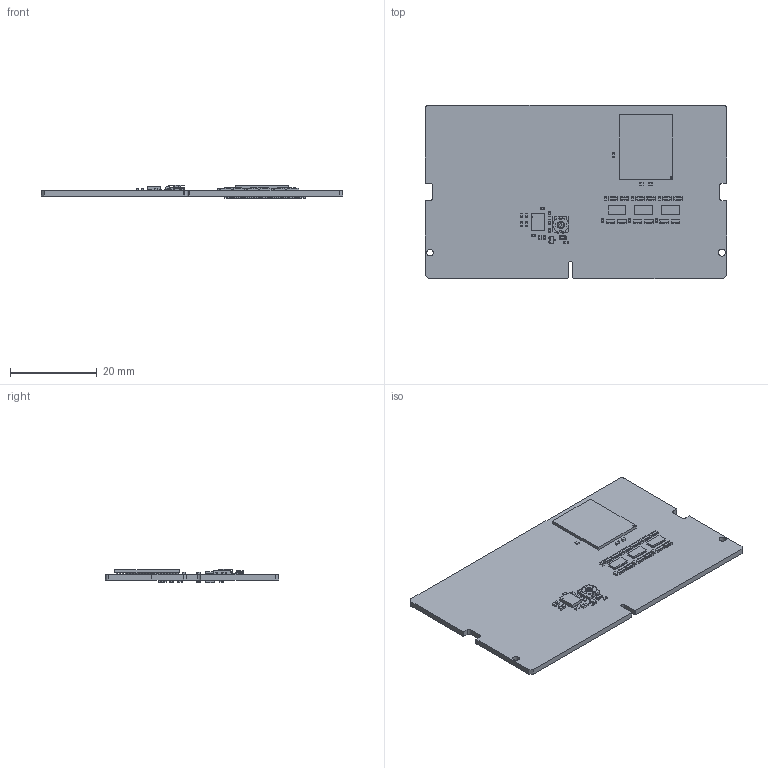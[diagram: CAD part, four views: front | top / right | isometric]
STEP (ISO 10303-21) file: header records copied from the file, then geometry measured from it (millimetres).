
FILE_DESCRIPTION(('KiCad electronic assembly'),'2;1');
FILE_NAME('lpddr5-sodimm.step','2023-12-20T08:39:01',('Pcbnew'),('Kicad' ),'Open CASCADE STEP processor 7.5','KiCad to STEP converter', 'Unknown');
FILE_SCHEMA(('AUTOMOTIVE_DESIGN { 1 0 10303 214 1 1 1 1 }'));
Length unit declared in the file: millimetre
Products named in the file (20): lpddr5-sodimm 1; C_0402_1005Metric; SOLID; R_array_panasonic_exb28; QFN-20-4EP_3x4x0.75mm_P0.5mm_Layout4x6_LT3033; COMPOUND; LED_0603_1608Metric; R_0402_1005Metric; BGA-315_12.4x15mm_Layout15x21_P0.7x0.8mm; UQFN-28-2x4mm_P0.4mm_Texas_RJW0024A; TC-33X-2; SOT-523; lpddr5-sodimm PCB
Assembly tree (83 placements, depth 3):
  lpddr5-sodimm 1
    C_0402_1005Metric  x29
      SOLID
    R_array_panasonic_exb28  x24
      SOLID
    QFN-20-4EP_3x4x0.75mm_P0.5mm_Layout4x6_LT3033
      COMPOUND
    LED_0603_1608Metric
      SOLID
    R_0402_1005Metric  x9
      SOLID
    BGA-315_12.4x15mm_Layout15x21_P0.7x0.8mm
      SOLID
    UQFN-28-2x4mm_P0.4mm_Texas_RJW0024A  x6
      COMPOUND
    TC-33X-2
      SOLID
    SOT-523
      SOLID
    lpddr5-sodimm PCB
Bounding box: 69.62 x 40 x 3.09 mm (x, y, z)
Volume: 3801.9 mm3; surface area: 6867.2 mm2
Topology: 243 solids, 243 shells, 7260 faces, 18358 edges, 11417 vertices
Faces by surface type: plane 6130, cylinder 810, sphere 300, bspline 20
Full cylindrical faces by diameter (mm): 0.155 x1, 1.5 x1, 1.6 x1
Entity records: 73100 total; most frequent: CARTESIAN_POINT 16136, DIRECTION 9896, LINE 6704, VECTOR 6704, ORIENTED_EDGE 5080, PCURVE 5080, DEFINITIONAL_REPRESENTATION 5080, EDGE_CURVE 2540
